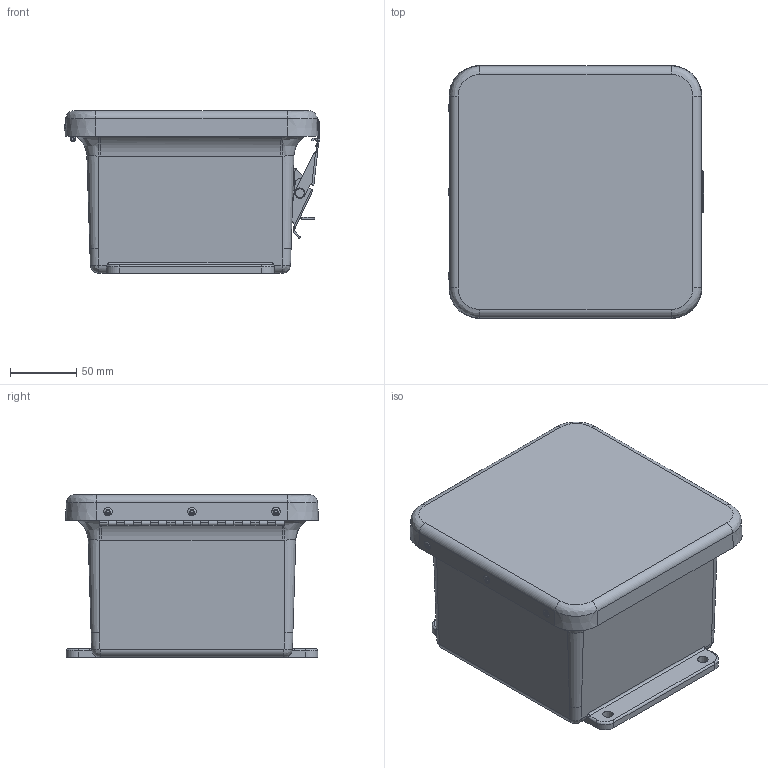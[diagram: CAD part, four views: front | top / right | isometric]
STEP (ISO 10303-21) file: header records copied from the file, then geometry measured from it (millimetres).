
FILE_DESCRIPTION (( 'STEP AP214' ), '1' );
FILE_NAME ('M606HPL.STEP', '2018-11-02T23:16:27', ( '' ), ( '' ), 'SwSTEP 2.0', 'SolidWorks 2018', '' );
FILE_SCHEMA (( 'AUTOMOTIVE_DESIGN' ));
Length unit declared in the file: inch
Products named in the file (1): M606HPL
Bounding box: 193.41 x 191.13 x 122.95 mm (x, y, z)
Volume: 624412.6 mm3; surface area: 333712.5 mm2
Topology: 25 solids, 25 shells, 631 faces, 1552 edges, 991 vertices
Faces by surface type: cylinder 258, plane 249, bspline 88, cone 36
Full cylindrical faces by diameter (mm): 2.159 x23, 2.64 x4, 3.048 x1, 3.175 x9, 3.302 x2, 3.327 x5, 3.429 x9, 3.556 x11, 3.861 x5, 3.962 x7, 4.306 x2, 5.537 x4, 6.35 x5, 6.858 x4, 7.62 x2, 9.525 x1
Entity records: 31093 total; most frequent: CARTESIAN_POINT 8372, ORIENTED_EDGE 2832, DIRECTION 2781, EDGE_CURVE 1416, AXIS2_PLACEMENT_3D 1039, VERTEX_POINT 969, EDGE_LOOP 897, FACE_OUTER_BOUND 733
